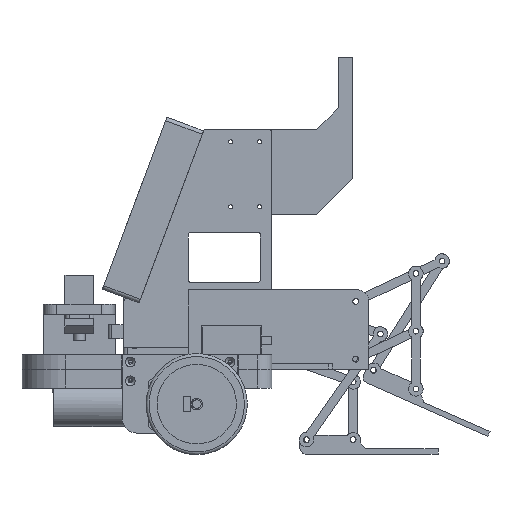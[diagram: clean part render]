
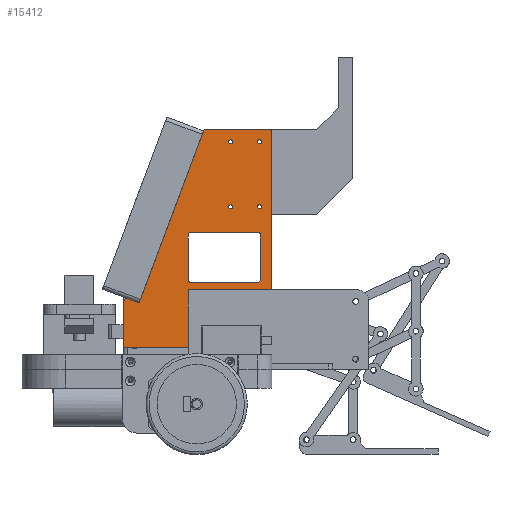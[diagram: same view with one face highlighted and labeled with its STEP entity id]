
A CAD part, left-side view. The second image highlights one B-rep face of the part: STEP entity #15412.
In plain terms, the highlighted face is planar.
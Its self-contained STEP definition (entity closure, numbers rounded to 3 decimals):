
#584=FACE_BOUND('',#2924,.T.);
#585=FACE_BOUND('',#2925,.T.);
#586=FACE_BOUND('',#2926,.T.);
#587=FACE_BOUND('',#2927,.T.);
#588=FACE_BOUND('',#2928,.T.);
#1010=PLANE('',#17161);
#1782=FACE_OUTER_BOUND('',#2923,.T.);
#2923=EDGE_LOOP('',(#13650,#13651,#13652,#13653,#13654,#13655,#13656,#13657));
#2924=EDGE_LOOP('',(#13658));
#2925=EDGE_LOOP('',(#13659));
#2926=EDGE_LOOP('',(#13660));
#2927=EDGE_LOOP('',(#13661));
#2928=EDGE_LOOP('',(#13662,#13663,#13664,#13665,#13666,#13667,#13668,#13669));
#4197=LINE('',#26077,#5502);
#4198=LINE('',#26079,#5503);
#4199=LINE('',#26081,#5504);
#4200=LINE('',#26083,#5505);
#4201=LINE('',#26085,#5506);
#4202=LINE('',#26087,#5507);
#4203=LINE('',#26088,#5508);
#4204=LINE('',#26099,#5509);
#4205=LINE('',#26103,#5510);
#4206=LINE('',#26107,#5511);
#4207=LINE('',#26111,#5512);
#5502=VECTOR('',#21301,10.);
#5503=VECTOR('',#21302,10.);
#5504=VECTOR('',#21303,10.);
#5505=VECTOR('',#21304,10.);
#5506=VECTOR('',#21305,10.);
#5507=VECTOR('',#21306,10.);
#5508=VECTOR('',#21307,10.);
#5509=VECTOR('',#21316,10.);
#5510=VECTOR('',#21319,10.);
#5511=VECTOR('',#21322,10.);
#5512=VECTOR('',#21325,10.);
#6403=CIRCLE('',#17160,2.);
#6404=CIRCLE('',#17162,1.4);
#6405=CIRCLE('',#17163,1.4);
#6406=CIRCLE('',#17164,1.4);
#6407=CIRCLE('',#17165,1.4);
#6408=CIRCLE('',#17166,2.);
#6409=CIRCLE('',#17167,2.);
#6410=CIRCLE('',#17168,2.);
#6411=CIRCLE('',#17169,2.);
#7722=VERTEX_POINT('',#26070);
#7723=VERTEX_POINT('',#26072);
#7724=VERTEX_POINT('',#26076);
#7725=VERTEX_POINT('',#26078);
#7726=VERTEX_POINT('',#26080);
#7727=VERTEX_POINT('',#26082);
#7728=VERTEX_POINT('',#26084);
#7729=VERTEX_POINT('',#26086);
#7730=VERTEX_POINT('',#26089);
#7731=VERTEX_POINT('',#26091);
#7732=VERTEX_POINT('',#26093);
#7733=VERTEX_POINT('',#26095);
#7734=VERTEX_POINT('',#26097);
#7735=VERTEX_POINT('',#26098);
#7736=VERTEX_POINT('',#26100);
#7737=VERTEX_POINT('',#26102);
#7738=VERTEX_POINT('',#26104);
#7739=VERTEX_POINT('',#26106);
#7740=VERTEX_POINT('',#26108);
#7741=VERTEX_POINT('',#26110);
#9736=EDGE_CURVE('',#7722,#7723,#6403,.T.);
#9738=EDGE_CURVE('',#7724,#7722,#4197,.T.);
#9739=EDGE_CURVE('',#7724,#7725,#4198,.T.);
#9740=EDGE_CURVE('',#7725,#7726,#4199,.T.);
#9741=EDGE_CURVE('',#7727,#7726,#4200,.T.);
#9742=EDGE_CURVE('',#7728,#7727,#4201,.T.);
#9743=EDGE_CURVE('',#7729,#7728,#4202,.T.);
#9744=EDGE_CURVE('',#7729,#7723,#4203,.T.);
#9745=EDGE_CURVE('',#7730,#7730,#6404,.T.);
#9746=EDGE_CURVE('',#7731,#7731,#6405,.T.);
#9747=EDGE_CURVE('',#7732,#7732,#6406,.T.);
#9748=EDGE_CURVE('',#7733,#7733,#6407,.T.);
#9749=EDGE_CURVE('',#7734,#7735,#4204,.T.);
#9750=EDGE_CURVE('',#7736,#7735,#6408,.T.);
#9751=EDGE_CURVE('',#7736,#7737,#4205,.T.);
#9752=EDGE_CURVE('',#7738,#7737,#6409,.T.);
#9753=EDGE_CURVE('',#7738,#7739,#4206,.T.);
#9754=EDGE_CURVE('',#7740,#7739,#6410,.T.);
#9755=EDGE_CURVE('',#7740,#7741,#4207,.T.);
#9756=EDGE_CURVE('',#7734,#7741,#6411,.T.);
#13650=ORIENTED_EDGE('',*,*,#9736,.F.);
#13651=ORIENTED_EDGE('',*,*,#9738,.F.);
#13652=ORIENTED_EDGE('',*,*,#9739,.T.);
#13653=ORIENTED_EDGE('',*,*,#9740,.T.);
#13654=ORIENTED_EDGE('',*,*,#9741,.F.);
#13655=ORIENTED_EDGE('',*,*,#9742,.F.);
#13656=ORIENTED_EDGE('',*,*,#9743,.F.);
#13657=ORIENTED_EDGE('',*,*,#9744,.T.);
#13658=ORIENTED_EDGE('',*,*,#9745,.T.);
#13659=ORIENTED_EDGE('',*,*,#9746,.T.);
#13660=ORIENTED_EDGE('',*,*,#9747,.T.);
#13661=ORIENTED_EDGE('',*,*,#9748,.T.);
#13662=ORIENTED_EDGE('',*,*,#9749,.T.);
#13663=ORIENTED_EDGE('',*,*,#9750,.F.);
#13664=ORIENTED_EDGE('',*,*,#9751,.T.);
#13665=ORIENTED_EDGE('',*,*,#9752,.F.);
#13666=ORIENTED_EDGE('',*,*,#9753,.T.);
#13667=ORIENTED_EDGE('',*,*,#9754,.F.);
#13668=ORIENTED_EDGE('',*,*,#9755,.T.);
#13669=ORIENTED_EDGE('',*,*,#9756,.F.);
#15412=ADVANCED_FACE('',(#1782,#584,#585,#586,#587,#588),#1010,.T.);
#17160=AXIS2_PLACEMENT_3D('',#26073,#21296,#21297);
#17161=AXIS2_PLACEMENT_3D('',#26075,#21299,#21300);
#17162=AXIS2_PLACEMENT_3D('',#26090,#21308,#21309);
#17163=AXIS2_PLACEMENT_3D('',#26092,#21310,#21311);
#17164=AXIS2_PLACEMENT_3D('',#26094,#21312,#21313);
#17165=AXIS2_PLACEMENT_3D('',#26096,#21314,#21315);
#17166=AXIS2_PLACEMENT_3D('',#26101,#21317,#21318);
#17167=AXIS2_PLACEMENT_3D('',#26105,#21320,#21321);
#17168=AXIS2_PLACEMENT_3D('',#26109,#21323,#21324);
#17169=AXIS2_PLACEMENT_3D('',#26112,#21326,#21327);
#21296=DIRECTION('center_axis',(0.,-1.,0.));
#21297=DIRECTION('ref_axis',(-0.707,0.,-0.707));
#21299=DIRECTION('center_axis',(0.,1.,0.));
#21300=DIRECTION('ref_axis',(0.,0.,-1.));
#21301=DIRECTION('',(0.,0.,-1.));
#21302=DIRECTION('',(0.936,0.,0.351));
#21303=DIRECTION('',(-0.351,0.,0.936));
#21304=DIRECTION('',(-0.936,0.,-0.351));
#21305=DIRECTION('',(-1.,0.,0.));
#21306=DIRECTION('',(0.,0.,1.));
#21307=DIRECTION('',(-1.,0.,0.));
#21308=DIRECTION('center_axis',(0.,-1.,0.));
#21309=DIRECTION('ref_axis',(0.,0.,
1.));
#21310=DIRECTION('center_axis',(0.,-1.,0.));
#21311=DIRECTION('ref_axis',(0.,0.,
1.));
#21312=DIRECTION('center_axis',(0.,-1.,0.));
#21313=DIRECTION('ref_axis',(0.,0.,
1.));
#21314=DIRECTION('center_axis',(0.,-1.,0.));
#21315=DIRECTION('ref_axis',(0.,0.,
1.));
#21316=DIRECTION('',(-1.,0.,0.));
#21317=DIRECTION('center_axis',(0.,1.,0.));
#21318=DIRECTION('ref_axis',(-0.707,0.,0.707));
#21319=DIRECTION('',(0.,0.,-1.));
#21320=DIRECTION('center_axis',(0.,1.,0.));
#21321=DIRECTION('ref_axis',(-0.707,0.,-0.707));
#21322=DIRECTION('',(1.,0.,0.));
#21323=DIRECTION('center_axis',(0.,1.,0.));
#21324=DIRECTION('ref_axis',(0.707,0.,-0.707));
#21325=DIRECTION('',(0.,0.,1.));
#21326=DIRECTION('center_axis',(0.,1.,0.));
#21327=DIRECTION('ref_axis',(0.707,0.,0.707));
#26070=CARTESIAN_POINT('',(-268.08,-13.541,-15.539));
#26072=CARTESIAN_POINT('',(-266.08,-13.541,-17.539));
#26073=CARTESIAN_POINT('Origin',(-266.08,-13.541,-15.539));
#26075=CARTESIAN_POINT('Origin',(-117.08,-13.541,85.494));
#26076=CARTESIAN_POINT('',(-268.08,-13.541,29.439));
#26077=CARTESIAN_POINT('',(-268.08,-13.541,59.736));
#26078=CARTESIAN_POINT('',(-148.145,-13.541,74.415));
#26079=CARTESIAN_POINT('',(-162.434,-13.541,69.056));
#26080=CARTESIAN_POINT('',(-151.656,-13.541,83.778));
#26081=CARTESIAN_POINT('',(-149.806,-13.541,78.847));
#26082=CARTESIAN_POINT('',(-147.08,-13.541,85.494));
#26083=CARTESIAN_POINT('',(-163.929,-13.541,79.176));
#26084=CARTESIAN_POINT('',(-117.08,-13.541,85.494));
#26085=CARTESIAN_POINT('',(-117.08,-13.541,85.494));
#26086=CARTESIAN_POINT('',(-117.08,-13.541,-17.539));
#26087=CARTESIAN_POINT('',(-117.08,-13.541,62.986));
#26088=CARTESIAN_POINT('',(-117.08,-13.541,-17.539));
#26089=CARTESIAN_POINT('',(-259.58,-13.541,9.561));
#26090=CARTESIAN_POINT('Origin',(-259.58,-13.541,10.961));
#26091=CARTESIAN_POINT('',(-214.58,-13.541,9.561));
#26092=CARTESIAN_POINT('Origin',(-214.58,-13.541,10.961));
#26093=CARTESIAN_POINT('',(-259.58,-13.541,-10.439));
#26094=CARTESIAN_POINT('Origin',(-259.58,-13.541,-9.039));
#26095=CARTESIAN_POINT('',(-214.58,-13.541,-10.439));
#26096=CARTESIAN_POINT('Origin',(-214.58,-13.541,-9.039));
#26097=CARTESIAN_POINT('',(-164.08,-13.541,40.461));
#26098=CARTESIAN_POINT('',(-195.08,-13.541,40.461));
#26099=CARTESIAN_POINT('',(-174.58,-13.541,40.461));
#26100=CARTESIAN_POINT('',(-197.08,-13.541,38.461));
#26101=CARTESIAN_POINT('Origin',(-195.08,-13.541,38.461));
#26102=CARTESIAN_POINT('',(-197.08,-13.541,-7.539));
#26103=CARTESIAN_POINT('',(-197.08,-13.541,37.977));
#26104=CARTESIAN_POINT('',(-195.08,-13.541,-9.539));
#26105=CARTESIAN_POINT('Origin',(-195.08,-13.541,-7.539));
#26106=CARTESIAN_POINT('',(-164.08,-13.541,-9.539));
#26107=CARTESIAN_POINT('',(-157.08,-13.541,-9.539));
#26108=CARTESIAN_POINT('',(-162.08,-13.541,-7.539));
#26109=CARTESIAN_POINT('Origin',(-164.08,-13.541,-7.539));
#26110=CARTESIAN_POINT('',(-162.08,-13.541,38.461));
#26111=CARTESIAN_POINT('',(-162.08,-13.541,62.977));
#26112=CARTESIAN_POINT('Origin',(-164.08,-13.541,38.461));
